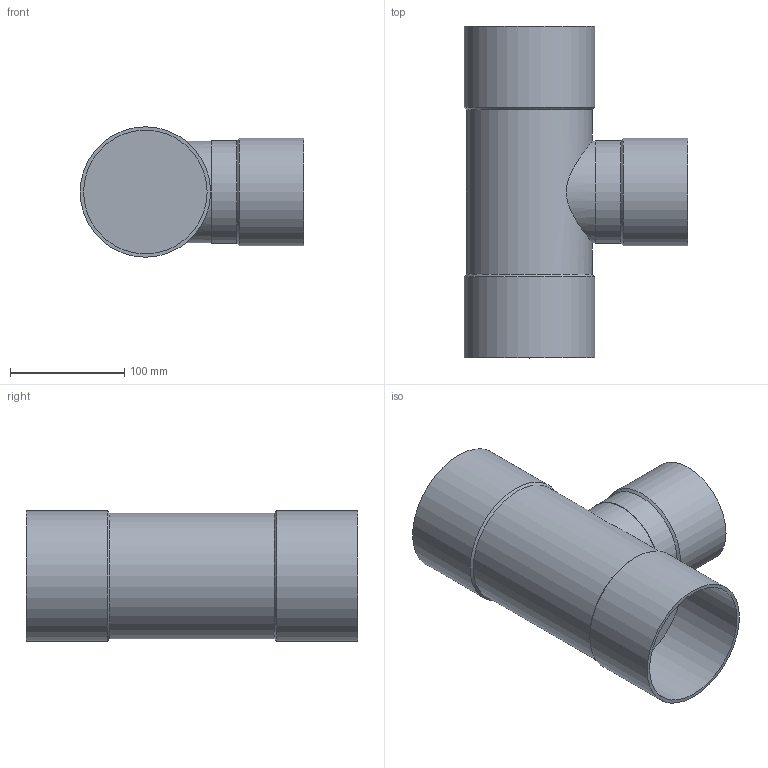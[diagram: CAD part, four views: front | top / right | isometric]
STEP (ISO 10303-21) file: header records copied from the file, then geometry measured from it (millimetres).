
FILE_DESCRIPTION( ( 'Unknown' ), '1' );
FILE_NAME( 'F15DN108-88,9.stp', 'Unknown', ( 'Unknown' ), ( 'Unknown' ), 'PSStep 14.0', 'Unknown', ' ' );
FILE_SCHEMA( ( 'AUTOMOTIVE_DESIGN { 1 0 10303 214 1 1 1 1 }' ) );
Length unit declared in the file: millimetre
Products named in the file (1): 1
Bounding box: 195.5 x 290 x 114 mm (x, y, z)
Volume: 1836533.8 mm3; surface area: 213316.8 mm2
Topology: 1 solids, 1 shells, 19 faces, 37 edges, 25 vertices
Faces by surface type: cylinder 9, plane 7, cone 3
Full cylindrical faces by diameter (mm): 89 x2, 90 x1, 94 x1, 108 x2, 110 x1, 114 x2
Entity records: 696 total; most frequent: CARTESIAN_POINT 213, DIRECTION 74, AXIS2_PLACEMENT_3D 37, EDGE_LOOP 36, ORIENTED_EDGE 36, FACE_OUTER_BOUND 28, STYLED_ITEM 19, PRESENTATION_STYLE_ASSIGNMENT 19
